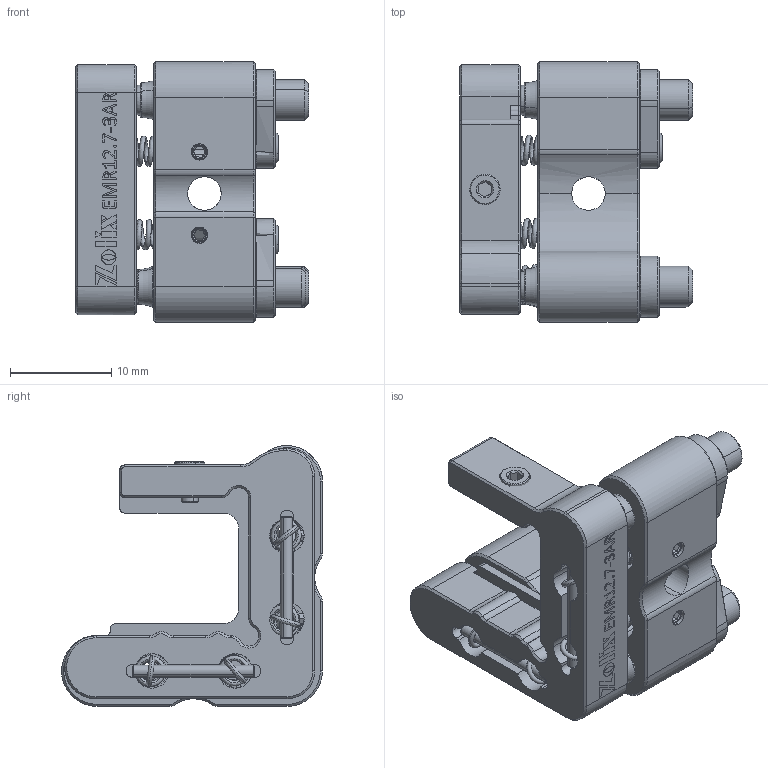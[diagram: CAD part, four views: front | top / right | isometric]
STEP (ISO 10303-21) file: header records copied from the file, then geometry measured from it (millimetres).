
FILE_DESCRIPTION (( 'STEP AP203' ), '1' );
FILE_NAME ('EMR12.7-3AR.STEP', '2025-06-23T02:05:32', ( '' ), ( '' ), 'SwSTEP 2.0', 'SolidWorks 2020', '' );
FILE_SCHEMA (( 'CONFIG_CONTROL_DESIGN' ));
Length unit declared in the file: millimetre
Products named in the file (1): EMR12.7-3AR
Bounding box: 22.99 x 25.7 x 25.7 mm (x, y, z)
Surface area: 5171.8 mm2 (no closed solid volume)
Topology: 0 solids, 30 shells, 560 faces, 1731 edges, 1192 vertices
Faces by surface type: plane 205, cone 165, cylinder 130, torus 36, sphere 12, bspline 12
Entity records: 31143 total; most frequent: CARTESIAN_POINT 18715, ORIENTED_EDGE 3185, EDGE_CURVE 1717, B_SPLINE_CURVE_WITH_KNOTS 1453, DIRECTION 1354, VERTEX_POINT 1192, EDGE_LOOP 636, AXIS2_PLACEMENT_3D 561
